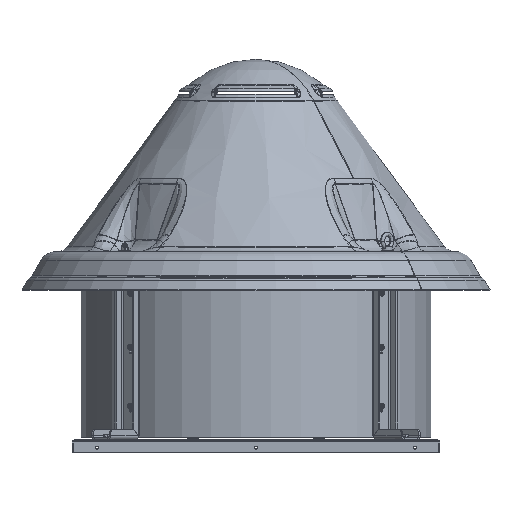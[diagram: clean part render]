
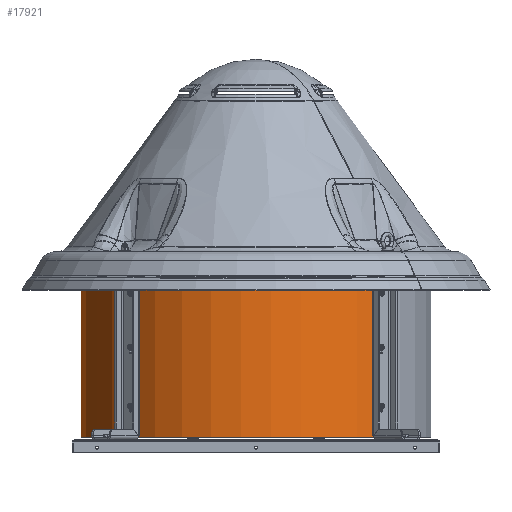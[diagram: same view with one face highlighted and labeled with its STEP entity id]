
A CAD part, left-side view. The second image highlights one B-rep face of the part: STEP entity #17921.
In plain terms, the highlighted cylindrical face has radius 525 mm (diameter 1050 mm), a partial arc.
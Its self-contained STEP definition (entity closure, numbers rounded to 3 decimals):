
#3985 = VERTEX_POINT ( 'NONE', #24621 ) ;
#4611 = DIRECTION ( 'NONE',  ( 0., 0., 1. ) ) ;
#5278 = CYLINDRICAL_SURFACE ( 'NONE', #47294, 525. ) ;
#10456 = CIRCLE ( 'NONE', #46470, 525. ) ;
#11824 = DIRECTION ( 'NONE',  ( 0., 0., -1. ) ) ;
#13224 = EDGE_LOOP ( 'NONE', ( #20859, #53770, #57702, #22490 ) ) ;
#17358 = DIRECTION ( 'NONE',  ( 0., 0., -1. ) ) ;
#17921 = ADVANCED_FACE ( 'NONE', ( #60065 ), #5278, .T. ) ;
#20859 = ORIENTED_EDGE ( 'NONE', *, *, #47346, .F. ) ;
#21893 = LINE ( 'NONE', #22171, #34701 ) ;
#22171 = CARTESIAN_POINT ( 'NONE',  ( -525., 0., 525. ) ) ;
#22490 = ORIENTED_EDGE ( 'NONE', *, *, #24969, .F. ) ;
#24621 = CARTESIAN_POINT ( 'NONE',  ( -525., 0., 0. ) ) ;
#24969 = EDGE_CURVE ( 'NONE', #57174, #3985, #21893, .T. ) ;
#26199 = CARTESIAN_POINT ( 'NONE',  ( 0., 0., 525. ) ) ;
#27936 = VECTOR ( 'NONE', #11824, 1000. ) ;
#27937 = CARTESIAN_POINT ( 'NONE',  ( 525., 0., 525. ) ) ;
#33587 = VERTEX_POINT ( 'NONE', #35812 ) ;
#33593 = EDGE_CURVE ( 'NONE', #33587, #3985, #10456, .T. ) ;
#34701 = VECTOR ( 'NONE', #17358, 1000. ) ;
#35812 = CARTESIAN_POINT ( 'NONE',  ( 525., 0., 0. ) ) ;
#37190 = CIRCLE ( 'NONE', #41749, 525. ) ;
#39091 = CARTESIAN_POINT ( 'NONE',  ( 525., 0., 525. ) ) ;
#41749 = AXIS2_PLACEMENT_3D ( 'NONE', #26199, #4611, #64463 ) ;
#43830 = DIRECTION ( 'NONE',  ( -1., 0., 0. ) ) ;
#44246 = EDGE_CURVE ( 'NONE', #69723, #33587, #56990, .T. ) ;
#46470 = AXIS2_PLACEMENT_3D ( 'NONE', #46571, #68573, #52089 ) ;
#46571 = CARTESIAN_POINT ( 'NONE',  ( 0., 0., 0. ) ) ;
#47294 = AXIS2_PLACEMENT_3D ( 'NONE', #65619, #55301, #43830 ) ;
#47346 = EDGE_CURVE ( 'NONE', #69723, #57174, #37190, .T. ) ;
#52089 = DIRECTION ( 'NONE',  ( 1., 0., 0. ) ) ;
#53770 = ORIENTED_EDGE ( 'NONE', *, *, #44246, .T. ) ;
#55301 = DIRECTION ( 'NONE',  ( 0., 0., -1. ) ) ;
#56990 = LINE ( 'NONE', #39091, #27936 ) ;
#57174 = VERTEX_POINT ( 'NONE', #68078 ) ;
#57702 = ORIENTED_EDGE ( 'NONE', *, *, #33593, .T. ) ;
#60065 = FACE_OUTER_BOUND ( 'NONE', #13224, .T. ) ;
#64463 = DIRECTION ( 'NONE',  ( 1., 0., 0. ) ) ;
#65619 = CARTESIAN_POINT ( 'NONE',  ( 0., 0., 525. ) ) ;
#68078 = CARTESIAN_POINT ( 'NONE',  ( -525., 0., 525. ) ) ;
#68573 = DIRECTION ( 'NONE',  ( 0., 0., 1. ) ) ;
#69723 = VERTEX_POINT ( 'NONE', #27937 ) ;
